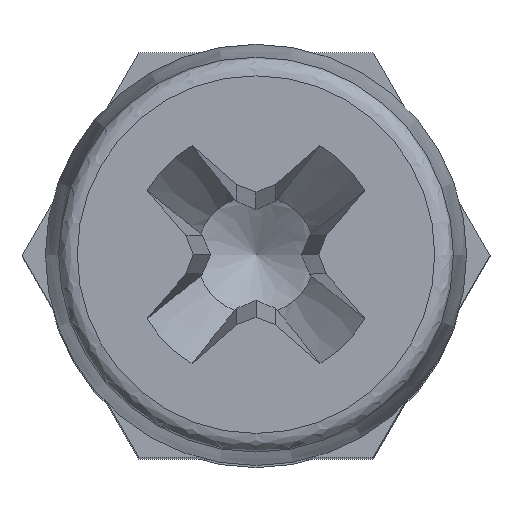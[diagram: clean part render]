
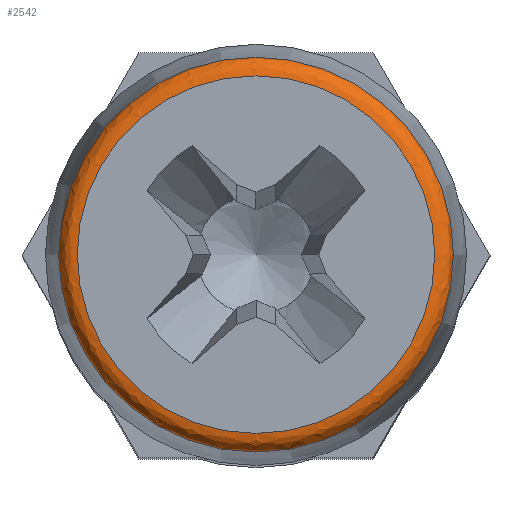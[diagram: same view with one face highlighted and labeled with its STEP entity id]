
A CAD part, top view. The second image highlights one B-rep face of the part: STEP entity #2542.
In plain terms, the highlighted face is a revolution surface.
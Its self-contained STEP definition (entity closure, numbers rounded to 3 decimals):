
#751 = EDGE_CURVE('',#752,#752,#754,.T.);
#752 = VERTEX_POINT('',#753);
#753 = CARTESIAN_POINT('',(1.91,0.,13.4));
#754 = SURFACE_CURVE('',#755,(#760,#772),.PCURVE_S1.);
#755 = CIRCLE('',#756,1.91);
#756 = AXIS2_PLACEMENT_3D('',#757,#758,#759);
#757 = CARTESIAN_POINT('',(0.,0.,13.4));
#758 = DIRECTION('',(0.,0.,1.));
#759 = DIRECTION('',(1.,0.,0.));
#760 = PCURVE('',#761,#766);
#761 = PLANE('',#762);
#762 = AXIS2_PLACEMENT_3D('',#763,#764,#765);
#763 = CARTESIAN_POINT('',(0.,0.,13.4));
#764 = DIRECTION('',(0.,0.,1.));
#765 = DIRECTION('',(1.,0.,0.));
#766 = DEFINITIONAL_REPRESENTATION('',(#767),#771);
#767 = CIRCLE('',#768,1.91);
#768 = AXIS2_PLACEMENT_2D('',#769,#770);
#769 = CARTESIAN_POINT('',(0.,0.));
#770 = DIRECTION('',(1.,0.));
#771 = ( GEOMETRIC_REPRESENTATION_CONTEXT(2) 
PARAMETRIC_REPRESENTATION_CONTEXT() REPRESENTATION_CONTEXT('2D SPACE',''
  ) );
#772 = PCURVE('',#773,#782);
#773 = SURFACE_OF_REVOLUTION('',#774,#779);
#774 = CIRCLE('',#775,0.2);
#775 = AXIS2_PLACEMENT_3D('',#776,#777,#778);
#776 = CARTESIAN_POINT('',(1.91,0.,13.2));
#777 = DIRECTION('',(0.,1.,0.));
#778 = DIRECTION('',(0.,0.,1.));
#779 = AXIS1_PLACEMENT('',#780,#781);
#780 = CARTESIAN_POINT('',(0.,0.,11.6));
#781 = DIRECTION('',(0.,0.,1.));
#782 = DEFINITIONAL_REPRESENTATION('',(#783),#787);
#783 = LINE('',#784,#785);
#784 = CARTESIAN_POINT('',(0.,0.));
#785 = VECTOR('',#786,1.);
#786 = DIRECTION('',(1.,0.));
#787 = ( GEOMETRIC_REPRESENTATION_CONTEXT(2) 
PARAMETRIC_REPRESENTATION_CONTEXT() REPRESENTATION_CONTEXT('2D SPACE',''
  ) );
#2542 = ADVANCED_FACE('',(#2543),#773,.F.);
#2543 = FACE_BOUND('',#2544,.F.);
#2544 = EDGE_LOOP('',(#2545,#2546,#2570,#2597));
#2545 = ORIENTED_EDGE('',*,*,#751,.T.);
#2546 = ORIENTED_EDGE('',*,*,#2547,.T.);
#2547 = EDGE_CURVE('',#752,#2548,#2550,.T.);
#2548 = VERTEX_POINT('',#2549);
#2549 = CARTESIAN_POINT('',(2.109,0.,13.217));
#2550 = SEAM_CURVE('',#2551,(#2556,#2563),.PCURVE_S1.);
#2551 = CIRCLE('',#2552,0.2);
#2552 = AXIS2_PLACEMENT_3D('',#2553,#2554,#2555);
#2553 = CARTESIAN_POINT('',(1.91,0.,13.2));
#2554 = DIRECTION('',(0.,1.,0.));
#2555 = DIRECTION('',(0.,0.,1.));
#2556 = PCURVE('',#773,#2557);
#2557 = DEFINITIONAL_REPRESENTATION('',(#2558),#2562);
#2558 = LINE('',#2559,#2560);
#2559 = CARTESIAN_POINT('',(0.,0.));
#2560 = VECTOR('',#2561,1.);
#2561 = DIRECTION('',(0.,1.));
#2562 = ( GEOMETRIC_REPRESENTATION_CONTEXT(2) 
PARAMETRIC_REPRESENTATION_CONTEXT() REPRESENTATION_CONTEXT('2D SPACE',''
  ) );
#2563 = PCURVE('',#773,#2564);
#2564 = DEFINITIONAL_REPRESENTATION('',(#2565),#2569);
#2565 = LINE('',#2566,#2567);
#2566 = CARTESIAN_POINT('',(6.283,0.));
#2567 = VECTOR('',#2568,1.);
#2568 = DIRECTION('',(0.,1.));
#2569 = ( GEOMETRIC_REPRESENTATION_CONTEXT(2) 
PARAMETRIC_REPRESENTATION_CONTEXT() REPRESENTATION_CONTEXT('2D SPACE',''
  ) );
#2570 = ORIENTED_EDGE('',*,*,#2571,.F.);
#2571 = EDGE_CURVE('',#2548,#2548,#2572,.T.);
#2572 = SURFACE_CURVE('',#2573,(#2578,#2585),.PCURVE_S1.);
#2573 = CIRCLE('',#2574,2.109);
#2574 = AXIS2_PLACEMENT_3D('',#2575,#2576,#2577);
#2575 = CARTESIAN_POINT('',(0.,0.,13.217));
#2576 = DIRECTION('',(0.,0.,1.));
#2577 = DIRECTION('',(1.,0.,0.));
#2578 = PCURVE('',#773,#2579);
#2579 = DEFINITIONAL_REPRESENTATION('',(#2580),#2584);
#2580 = LINE('',#2581,#2582);
#2581 = CARTESIAN_POINT('',(0.,1.484));
#2582 = VECTOR('',#2583,1.);
#2583 = DIRECTION('',(1.,0.));
#2584 = ( GEOMETRIC_REPRESENTATION_CONTEXT(2) 
PARAMETRIC_REPRESENTATION_CONTEXT() REPRESENTATION_CONTEXT('2D SPACE',''
  ) );
#2585 = PCURVE('',#2586,#2591);
#2586 = CONICAL_SURFACE('',#2587,2.109,0.087);
#2587 = AXIS2_PLACEMENT_3D('',#2588,#2589,#2590);
#2588 = CARTESIAN_POINT('',(0.,0.,13.217));
#2589 = DIRECTION('',(0.,0.,-1.));
#2590 = DIRECTION('',(1.,0.,0.));
#2591 = DEFINITIONAL_REPRESENTATION('',(#2592),#2596);
#2592 = LINE('',#2593,#2594);
#2593 = CARTESIAN_POINT('',(0.,0.));
#2594 = VECTOR('',#2595,1.);
#2595 = DIRECTION('',(-1.,0.));
#2596 = ( GEOMETRIC_REPRESENTATION_CONTEXT(2) 
PARAMETRIC_REPRESENTATION_CONTEXT() REPRESENTATION_CONTEXT('2D SPACE',''
  ) );
#2597 = ORIENTED_EDGE('',*,*,#2547,.F.);
